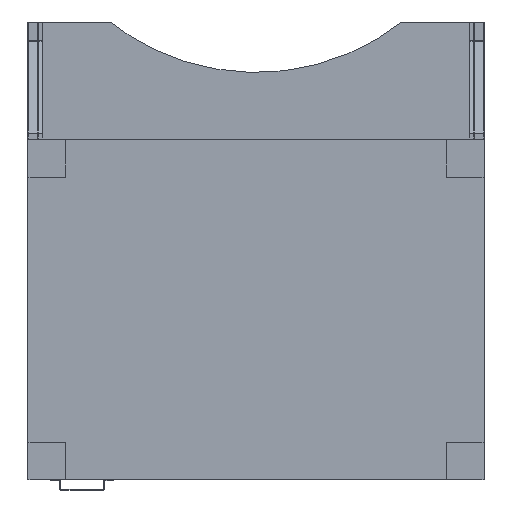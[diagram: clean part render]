
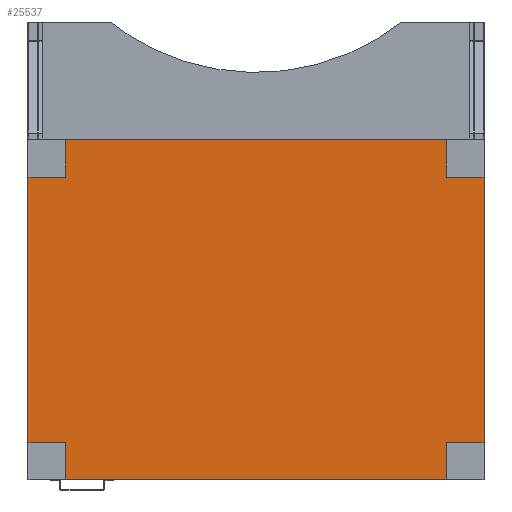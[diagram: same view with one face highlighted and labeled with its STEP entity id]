
A CAD part, front view. The second image highlights one B-rep face of the part: STEP entity #25537.
In plain terms, the highlighted free-form (B-spline) face has degree [1, 1] with [2, 2] control points.
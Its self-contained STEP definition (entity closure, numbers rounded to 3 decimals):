
#25417 = EDGE_CURVE('',#25418,#25420,#25422,.T.);
#25418 = VERTEX_POINT('',#25419);
#25419 = CARTESIAN_POINT('',(675.977,-2040.12,
    -504.212));
#25420 = VERTEX_POINT('',#25421);
#25421 = CARTESIAN_POINT('',(675.977,-2040.12,
    504.212));
#25422 = B_SPLINE_CURVE_WITH_KNOTS('',1,(#25423,#25424),.UNSPECIFIED.,
  .F.,.F.,(2,2),(0.,910.),.PIECEWISE_BEZIER_KNOTS.);
#25423 = CARTESIAN_POINT('',(675.977,-2040.12,
    -504.212));
#25424 = CARTESIAN_POINT('',(675.977,-2040.12,
    504.212));
#25453 = EDGE_CURVE('',#25420,#25454,#25456,.T.);
#25454 = VERTEX_POINT('',#25455);
#25455 = CARTESIAN_POINT('',(-675.977,-2040.12,
    504.212));
#25456 = B_SPLINE_CURVE_WITH_KNOTS('',1,(#25457,#25458),.UNSPECIFIED.,
  .F.,.F.,(2,2),(0.,1220.),.PIECEWISE_BEZIER_KNOTS.);
#25457 = CARTESIAN_POINT('',(675.977,-2040.12,
    504.212));
#25458 = CARTESIAN_POINT('',(-675.977,-2040.12,
    504.212));
#25481 = EDGE_CURVE('',#25454,#25482,#25484,.T.);
#25482 = VERTEX_POINT('',#25483);
#25483 = CARTESIAN_POINT('',(-675.977,-2040.12,
    -504.212));
#25484 = B_SPLINE_CURVE_WITH_KNOTS('',1,(#25485,#25486),.UNSPECIFIED.,
  .F.,.F.,(2,2),(0.,910.),.PIECEWISE_BEZIER_KNOTS.);
#25485 = CARTESIAN_POINT('',(-675.977,-2040.12,
    504.212));
#25486 = CARTESIAN_POINT('',(-675.977,-2040.12,
    -504.212));
#25509 = EDGE_CURVE('',#25482,#25418,#25510,.T.);
#25510 = B_SPLINE_CURVE_WITH_KNOTS('',1,(#25511,#25512),.UNSPECIFIED.,
  .F.,.F.,(2,2),(0.,1220.),.PIECEWISE_BEZIER_KNOTS.);
#25511 = CARTESIAN_POINT('',(-675.977,-2040.12,
    -504.212));
#25512 = CARTESIAN_POINT('',(675.977,-2040.12,
    -504.212));
#25537 = ADVANCED_FACE('',(#25538),#25544,.T.);
#25538 = FACE_BOUND('',#25539,.T.);
#25539 = EDGE_LOOP('',(#25540,#25541,#25542,#25543));
#25540 = ORIENTED_EDGE('',*,*,#25417,.T.);
#25541 = ORIENTED_EDGE('',*,*,#25453,.T.);
#25542 = ORIENTED_EDGE('',*,*,#25481,.T.);
#25543 = ORIENTED_EDGE('',*,*,#25509,.T.);
#25544 = B_SPLINE_SURFACE_WITH_KNOTS('',1,1,(
    (#25545,#25546)
    ,(#25547,#25548
  )),.UNSPECIFIED.,.F.,.F.,.F.,(2,2),(2,2),(-610.,610.),(-455.,455.),
  .PIECEWISE_BEZIER_KNOTS.);
#25545 = CARTESIAN_POINT('',(675.977,-2040.12,
    504.212));
#25546 = CARTESIAN_POINT('',(675.977,-2040.12,
    -504.212));
#25547 = CARTESIAN_POINT('',(-675.977,-2040.12,
    504.212));
#25548 = CARTESIAN_POINT('',(-675.977,-2040.12,
    -504.212));
